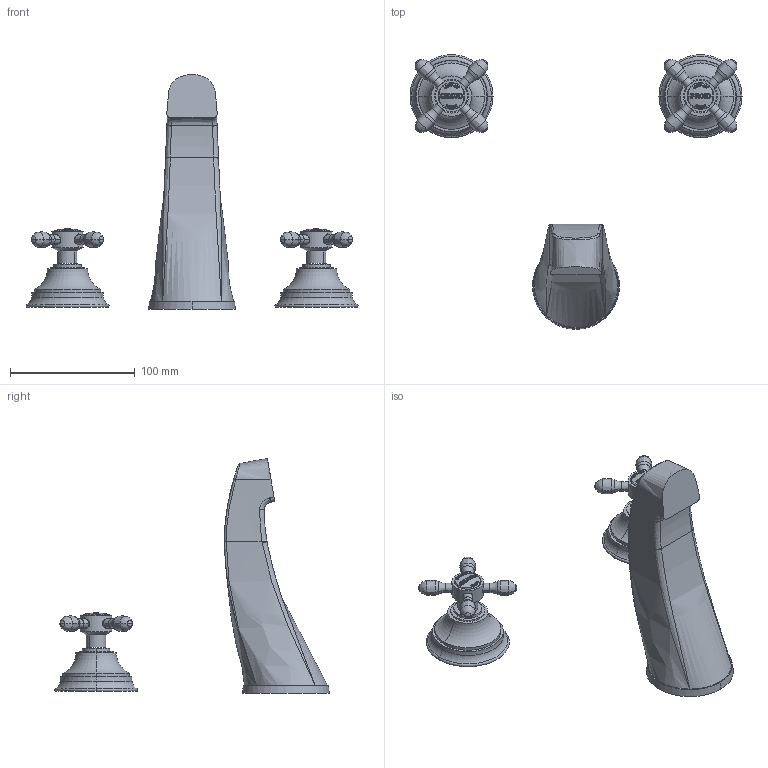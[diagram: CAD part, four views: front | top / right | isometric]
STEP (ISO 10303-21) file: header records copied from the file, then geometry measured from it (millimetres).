
FILE_DESCRIPTION((''),'2;1');
FILE_NAME('3-1645_SW0001','2020-12-01T12:24:12',('rsmith'),(''),'CREO PARAMETRIC BY PTC INC, 2018400','CREO PARAMETRIC BY PTC INC, 2018400','');
FILE_SCHEMA(('AUTOMOTIVE_DESIGN { 1 0 10303 214 1 1 1 1 }'));
Length unit declared in the file: inch
Products named in the file (1): 3-1645_SW0001
Bounding box: 266.67 x 220.66 x 188.69 mm (x, y, z)
Volume: 532740.7 mm3; surface area: 71080.6 mm2
Topology: 7 solids, 9 shells, 939 faces, 2469 edges, 1590 vertices
Faces by surface type: plane 406, cylinder 310, bspline 81, sphere 76, torus 36, extrusion 20, cone 10
Entity records: 49755 total; most frequent: CARTESIAN_POINT 14854, ORIENTED_EDGE 4898, DIRECTION 4628, PRESENTATION_STYLE_ASSIGNMENT 3132, STYLED_ITEM 2456, CURVE_STYLE 2449, EDGE_CURVE 2449, AXIS2_PLACEMENT_3D 1942
